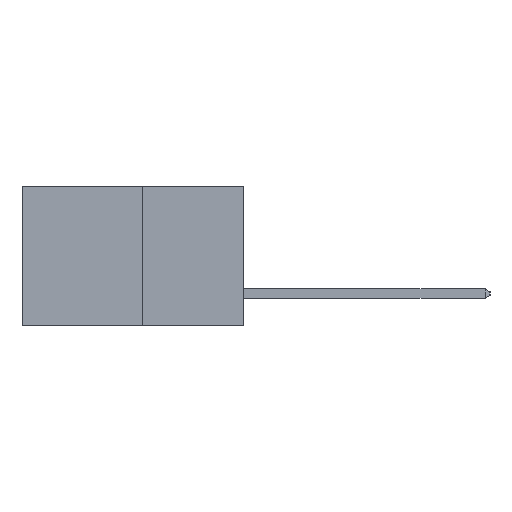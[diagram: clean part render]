
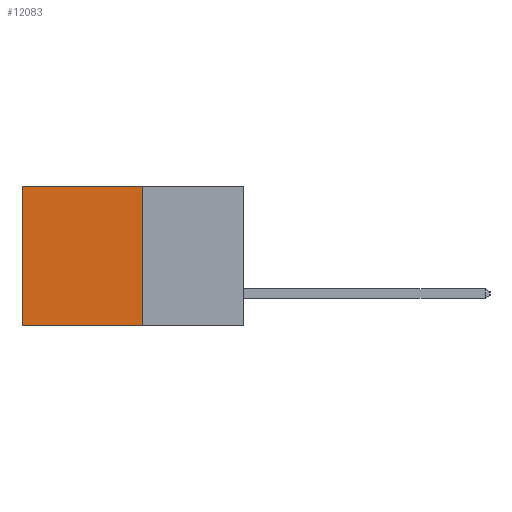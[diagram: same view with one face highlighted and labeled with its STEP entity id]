
A CAD part, left-side view. The second image highlights one B-rep face of the part: STEP entity #12083.
In plain terms, the highlighted planar face has unit normal (-1, 0, 0).
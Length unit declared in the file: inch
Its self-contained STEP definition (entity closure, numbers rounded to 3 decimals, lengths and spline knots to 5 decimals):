
#96 = CARTESIAN_POINT ( 'NONE',  ( 0.277, 0.27, 0. ) ) ;
#355 = AXIS2_PLACEMENT_3D ( 'NONE', #13654, #8769, #2163 ) ;
#492 = CARTESIAN_POINT ( 'NONE',  ( 0.277, 0.27, -0.37 ) ) ;
#550 = CARTESIAN_POINT ( 'NONE',  ( 0.277, 0.27, -0.37 ) ) ;
#843 = DIRECTION ( 'NONE',  ( 0., 1., 0. ) ) ;
#1524 = CARTESIAN_POINT ( 'NONE',  ( 0.277, 0.59, 0. ) ) ;
#1676 = VECTOR ( 'NONE', #843, 39.37008 ) ;
#1853 = EDGE_CURVE ( 'NONE', #12402, #8355, #10127, .T. ) ;
#1876 = FACE_OUTER_BOUND ( 'NONE', #3817, .T. ) ;
#2163 = DIRECTION ( 'NONE',  ( 0., 0., -1. ) ) ;
#2430 = VERTEX_POINT ( 'NONE', #1524 ) ;
#3817 = EDGE_LOOP ( 'NONE', ( #4528, #7489, #10336, #10652 ) ) ;
#4528 = ORIENTED_EDGE ( 'NONE', *, *, #13268, .T. ) ;
#5414 = DIRECTION ( 'NONE',  ( 0., 0., -1. ) ) ;
#5719 = DIRECTION ( 'NONE',  ( 0., 0., -1. ) ) ;
#5855 = EDGE_CURVE ( 'NONE', #8355, #7561, #7203, .T. ) ;
#6312 = CARTESIAN_POINT ( 'NONE',  ( 0.277, 0.27, -0.37 ) ) ;
#7045 = VECTOR ( 'NONE', #5414, 39.37008 ) ;
#7203 = LINE ( 'NONE', #492, #1676 ) ;
#7379 = LINE ( 'NONE', #7652, #7045 ) ;
#7489 = ORIENTED_EDGE ( 'NONE', *, *, #5855, .F. ) ;
#7561 = VERTEX_POINT ( 'NONE', #9368 ) ;
#7652 = CARTESIAN_POINT ( 'NONE',  ( 0.277, 0.59, -0.37 ) ) ;
#7685 = PLANE ( 'NONE',  #355 ) ;
#8355 = VERTEX_POINT ( 'NONE', #550 ) ;
#8769 = DIRECTION ( 'NONE',  ( 1., 0., 0. ) ) ;
#9368 = CARTESIAN_POINT ( 'NONE',  ( 0.277, 0.59, -0.37 ) ) ;
#9814 = VECTOR ( 'NONE', #5719, 39.37008 ) ;
#10127 = LINE ( 'NONE', #6312, #9814 ) ;
#10336 = ORIENTED_EDGE ( 'NONE', *, *, #1853, .F. ) ;
#10652 = ORIENTED_EDGE ( 'NONE', *, *, #10835, .T. ) ;
#10835 = EDGE_CURVE ( 'NONE', #12402, #2430, #13370, .T. ) ;
#10894 = VECTOR ( 'NONE', #11931, 39.37008 ) ;
#11931 = DIRECTION ( 'NONE',  ( 0., 1., 0. ) ) ;
#12083 = ADVANCED_FACE ( 'NONE', ( #1876 ), #7685, .F. ) ;
#12402 = VERTEX_POINT ( 'NONE', #13201 ) ;
#13201 = CARTESIAN_POINT ( 'NONE',  ( 0.277, 0.27, 0. ) ) ;
#13268 = EDGE_CURVE ( 'NONE', #2430, #7561, #7379, .T. ) ;
#13370 = LINE ( 'NONE', #96, #10894 ) ;
#13654 = CARTESIAN_POINT ( 'NONE',  ( 0.277, 0.27, -0.37 ) ) ;
